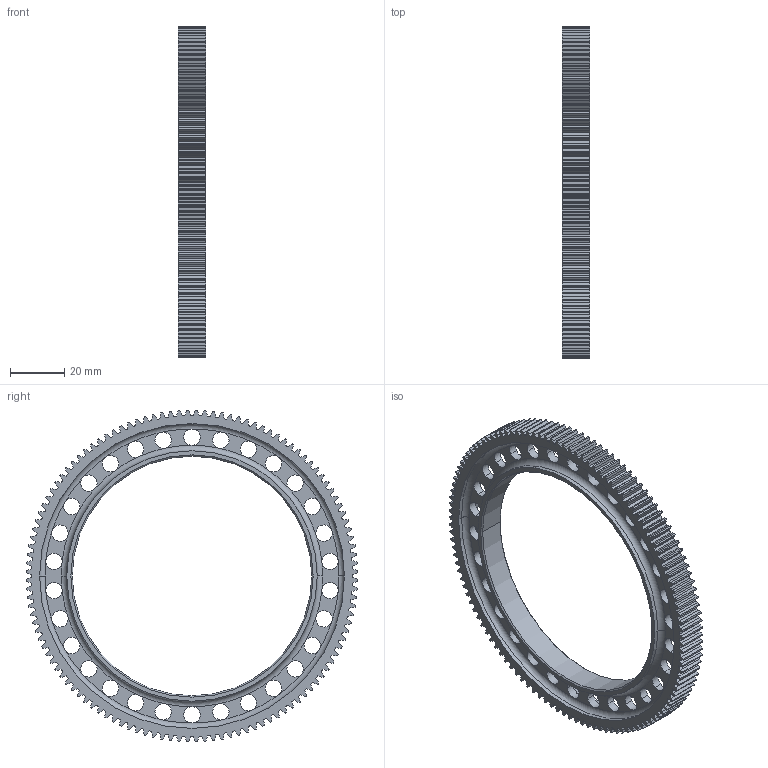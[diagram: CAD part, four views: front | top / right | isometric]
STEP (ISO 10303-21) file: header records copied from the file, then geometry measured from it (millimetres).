
FILE_DESCRIPTION(('CATIA V5 STEP Exchange'),'2;1');
FILE_NAME('PIGNON 120 DENTS_RL.stp','2021-01-01T09:52:34+00:00',('none'),('none'),'CATIA Version 5 Release 20 GA (IN-10)','CATIA V5 STEP AP203','none');
FILE_SCHEMA(('CONFIG_CONTROL_DESIGN'));
Length unit declared in the file: millimetre
Products named in the file (1): PIGNON 120 DENTS_RL
Bounding box: 10 x 121.97 x 121.97 mm (x, y, z)
Volume: 27835.3 mm3; surface area: 23409.3 mm2
Topology: 1 solids, 1 shells, 866 faces, 2634 edges, 1712 vertices
Faces by surface type: plane 544, cylinder 310, torus 8, cone 4
Entity records: 28363 total; most frequent: ORIENTED_EDGE 5268, CARTESIAN_POINT 5116, DIRECTION 4172, EDGE_CURVE 2634, VECTOR 1754, LINE 1754, VERTEX_POINT 1712, AXIS2_PLACEMENT_3D 1650
